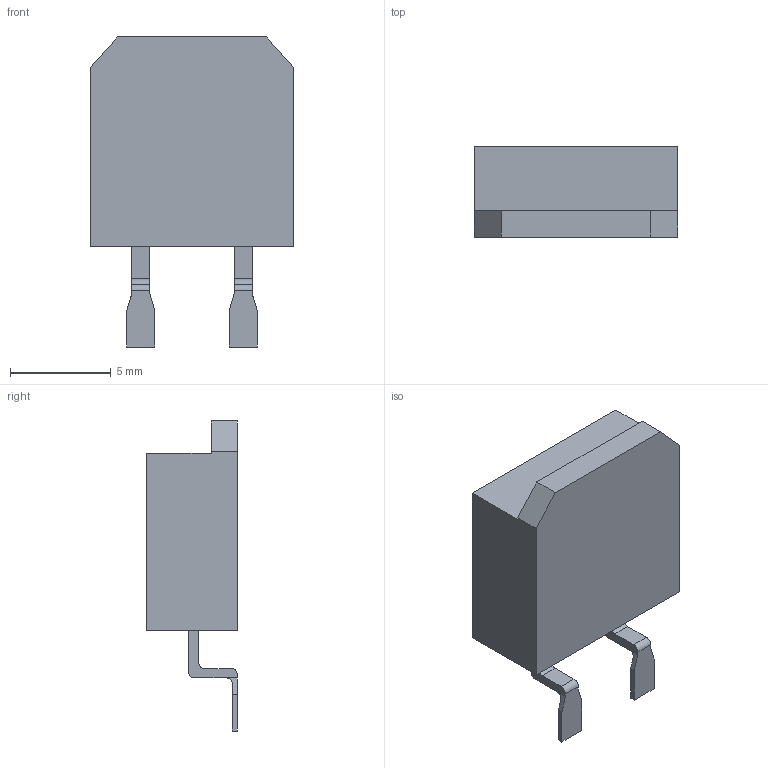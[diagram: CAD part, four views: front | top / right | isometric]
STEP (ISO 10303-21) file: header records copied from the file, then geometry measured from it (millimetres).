
FILE_DESCRIPTION((''),'2;1');
FILE_NAME('PWR263S-20','2012-08-17T',('ryans'),('Bourns, Inc.'),'PRO/ENGINEER BY PARAMETRIC TECHNOLOGY CORPORATION, 2010100','PRO/ENGINEER BY PARAMETRIC TECHNOLOGY CORPORATION, 2010100','');
FILE_SCHEMA(('CONFIG_CONTROL_DESIGN'));
Length unit declared in the file: millimetre
Products named in the file (1): PWR263S-20
Bounding box: 10.1 x 4.5 x 15.39 mm (x, y, z)
Volume: 423.8 mm3; surface area: 417.7 mm2
Topology: 1 solids, 1 shells, 44 faces, 116 edges, 76 vertices
Faces by surface type: plane 36, cylinder 8
Entity records: 1398 total; most frequent: CARTESIAN_POINT 264, ORIENTED_EDGE 232, DIRECTION 212, EDGE_CURVE 116, VECTOR 100, LINE 100, VERTEX_POINT 76, AXIS2_PLACEMENT_3D 56
